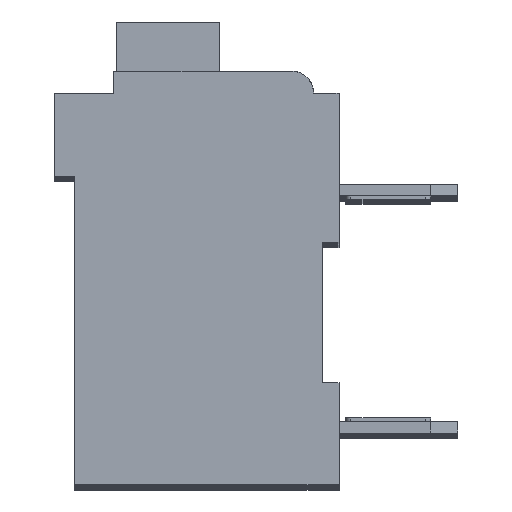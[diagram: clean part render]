
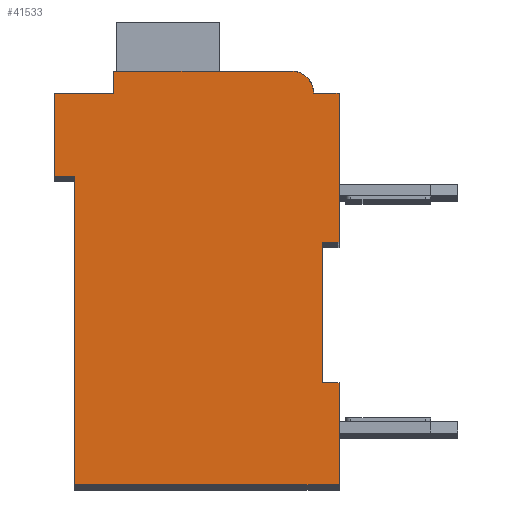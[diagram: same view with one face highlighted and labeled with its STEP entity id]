
A CAD part, top view. The second image highlights one B-rep face of the part: STEP entity #41533.
In plain terms, the highlighted planar face has unit normal (0, 0, 1).
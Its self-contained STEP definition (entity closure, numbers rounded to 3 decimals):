
#12526=DIRECTION('',(1.,0.,0.));
#12527=VECTOR('',#12526,0.5);
#12528=CARTESIAN_POINT('',(7.3,7.15,2.1));
#12529=LINE('',#12528,#12527);
#12530=DIRECTION('',(0.,1.,0.));
#12531=VECTOR('',#12530,4.15);
#12532=CARTESIAN_POINT('',(7.3,3.,2.1));
#12533=LINE('',#12532,#12531);
#12534=DIRECTION('',(-1.,0.,0.));
#12535=VECTOR('',#12534,0.5);
#12536=CARTESIAN_POINT('',(7.8,3.,2.1));
#12537=LINE('',#12536,#12535);
#12538=DIRECTION('',(0.,1.,0.));
#12539=VECTOR('',#12538,3.);
#12540=CARTESIAN_POINT('',(7.8,0.,2.1));
#12541=LINE('',#12540,#12539);
#12542=DIRECTION('',(1.,0.,0.));
#12543=VECTOR('',#12542,7.8);
#12544=CARTESIAN_POINT('',(0.,0.,2.1));
#12545=LINE('',#12544,#12543);
#12546=DIRECTION('',(0.,-1.,0.));
#12547=VECTOR('',#12546,9.1);
#12548=CARTESIAN_POINT('',(0.,9.1,2.1));
#12549=LINE('',#12548,#12547);
#12550=DIRECTION('',(1.,0.,0.));
#12551=VECTOR('',#12550,0.6);
#12552=CARTESIAN_POINT('',(-0.6,9.1,2.1));
#12553=LINE('',#12552,#12551);
#12554=DIRECTION('',(0.,-1.,0.));
#12555=VECTOR('',#12554,2.45);
#12556=CARTESIAN_POINT('',(-0.6,11.55,2.1));
#12557=LINE('',#12556,#12555);
#12558=DIRECTION('',(-1.,0.,0.));
#12559=VECTOR('',#12558,1.75);
#12560=CARTESIAN_POINT('',(1.15,11.55,2.1));
#12561=LINE('',#12560,#12559);
#12562=DIRECTION('',(0.,-1.,0.));
#12563=VECTOR('',#12562,0.65);
#12564=CARTESIAN_POINT('',(1.15,12.2,2.1));
#12565=LINE('',#12564,#12563);
#12566=DIRECTION('',(-1.,0.,0.));
#12567=VECTOR('',#12566,5.25);
#12568=CARTESIAN_POINT('',(6.4,12.2,2.1));
#12569=LINE('',#12568,#12567);
#12570=CARTESIAN_POINT('',(6.4,11.55,2.1));
#12571=DIRECTION('',(0.,0.,1.));
#12572=DIRECTION('',(1.,0.,0.));
#12573=AXIS2_PLACEMENT_3D('',#12570,#12571,#12572);
#12575=DIRECTION('',(-1.,0.,0.));
#12576=VECTOR('',#12575,0.75);
#12577=CARTESIAN_POINT('',(7.8,11.55,2.1));
#12578=LINE('',#12577,#12576);
#12579=DIRECTION('',(0.,1.,0.));
#12580=VECTOR('',#12579,4.4);
#12581=CARTESIAN_POINT('',(7.8,7.15,2.1));
#12582=LINE('',#12581,#12580);
#20677=CARTESIAN_POINT('',(7.3,7.15,2.1));
#20678=CARTESIAN_POINT('',(7.8,7.15,2.1));
#20679=VERTEX_POINT('',#20677);
#20680=VERTEX_POINT('',#20678);
#20681=CARTESIAN_POINT('',(7.8,11.55,2.1));
#20682=VERTEX_POINT('',#20681);
#20683=CARTESIAN_POINT('',(7.05,11.55,2.1));
#20684=VERTEX_POINT('',#20683);
#20685=CARTESIAN_POINT('',(6.4,12.2,2.1));
#20686=VERTEX_POINT('',#20685);
#20687=CARTESIAN_POINT('',(1.15,12.2,2.1));
#20688=VERTEX_POINT('',#20687);
#20689=CARTESIAN_POINT('',(1.15,11.55,2.1));
#20690=VERTEX_POINT('',#20689);
#20691=CARTESIAN_POINT('',(-0.6,11.55,2.1));
#20692=VERTEX_POINT('',#20691);
#20693=CARTESIAN_POINT('',(-0.6,9.1,2.1));
#20694=VERTEX_POINT('',#20693);
#20695=CARTESIAN_POINT('',(0.,9.1,2.1));
#20696=VERTEX_POINT('',#20695);
#20697=CARTESIAN_POINT('',(0.,0.,2.1));
#20698=VERTEX_POINT('',#20697);
#20699=CARTESIAN_POINT('',(7.8,0.,2.1));
#20700=VERTEX_POINT('',#20699);
#20701=CARTESIAN_POINT('',(7.8,3.,2.1));
#20702=VERTEX_POINT('',#20701);
#20703=CARTESIAN_POINT('',(7.3,3.,2.1));
#20704=VERTEX_POINT('',#20703);
#41512=CARTESIAN_POINT('',(0.,0.,2.1));
#41513=DIRECTION('',(0.,0.,1.));
#41514=DIRECTION('',(1.,0.,0.));
#41515=AXIS2_PLACEMENT_3D('',#41512,#41513,#41514);
#41516=PLANE('',#41515);
#41517=ORIENTED_EDGE('',*,*,#27226,.F.);
#41518=ORIENTED_EDGE('',*,*,#28166,.F.);
#41519=ORIENTED_EDGE('',*,*,#35792,.F.);
#41520=ORIENTED_EDGE('',*,*,#36327,.F.);
#41521=ORIENTED_EDGE('',*,*,#36946,.F.);
#41522=ORIENTED_EDGE('',*,*,#37763,.F.);
#41523=ORIENTED_EDGE('',*,*,#38084,.F.);
#41524=ORIENTED_EDGE('',*,*,#38393,.F.);
#41525=ORIENTED_EDGE('',*,*,#38861,.F.);
#41526=ORIENTED_EDGE('',*,*,#39752,.F.);
#41527=ORIENTED_EDGE('',*,*,#40456,.F.);
#41528=ORIENTED_EDGE('',*,*,#38912,.F.);
#41529=ORIENTED_EDGE('',*,*,#39513,.F.);
#41530=ORIENTED_EDGE('',*,*,#28061,.F.);
#41531=EDGE_LOOP('',(#41517,#41518,#41519,#41520,#41521,#41522,#41523,#41524,
#41525,#41526,#41527,#41528,#41529,#41530));
#41532=FACE_OUTER_BOUND('',#41531,.F.);
#12574=CIRCLE('',#12573,0.65);
#27226=EDGE_CURVE('',#20679,#20680,#12529,.T.);
#28061=EDGE_CURVE('',#20680,#20682,#12582,.T.);
#28166=EDGE_CURVE('',#20704,#20679,#12533,.T.);
#35792=EDGE_CURVE('',#20702,#20704,#12537,.T.);
#36327=EDGE_CURVE('',#20700,#20702,#12541,.T.);
#36946=EDGE_CURVE('',#20698,#20700,#12545,.T.);
#37763=EDGE_CURVE('',#20696,#20698,#12549,.T.);
#38084=EDGE_CURVE('',#20694,#20696,#12553,.T.);
#38393=EDGE_CURVE('',#20692,#20694,#12557,.T.);
#38861=EDGE_CURVE('',#20690,#20692,#12561,.T.);
#38912=EDGE_CURVE('',#20684,#20686,#12574,.T.);
#39513=EDGE_CURVE('',#20682,#20684,#12578,.T.);
#39752=EDGE_CURVE('',#20688,#20690,#12565,.T.);
#40456=EDGE_CURVE('',#20686,#20688,#12569,.T.);
#41533=ADVANCED_FACE('',(#41532),#41516,.T.);
